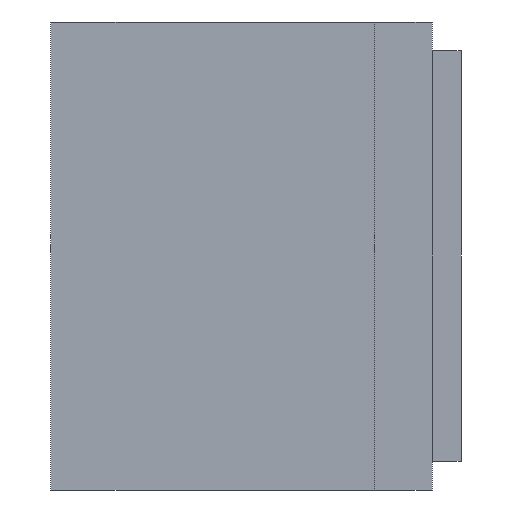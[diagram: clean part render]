
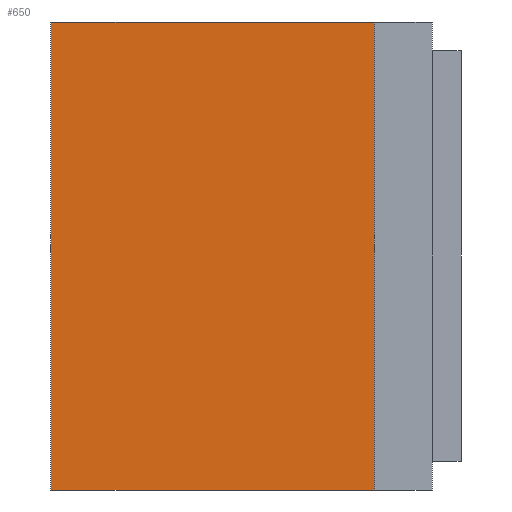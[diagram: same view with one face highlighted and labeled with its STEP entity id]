
A CAD part, left-side view. The second image highlights one B-rep face of the part: STEP entity #650.
In plain terms, the highlighted planar face has unit normal (-1, 0, 0).
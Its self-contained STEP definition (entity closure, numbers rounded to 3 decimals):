
#12 = VECTOR ( 'NONE', #54, 1000. ) ;
#15 = ORIENTED_EDGE ( 'NONE', *, *, #226, .F. ) ;
#24 = DIRECTION ( 'NONE',  ( 0., -1., 0. ) ) ;
#33 = CARTESIAN_POINT ( 'NONE',  ( -0.8, 3.213, -0.405 ) ) ;
#54 = DIRECTION ( 'NONE',  ( 0., 0., 1. ) ) ;
#95 = DIRECTION ( 'NONE',  ( 0., -1., 0. ) ) ;
#107 = VECTOR ( 'NONE', #95, 1000. ) ;
#118 = AXIS2_PLACEMENT_3D ( 'NONE', #203, #258, #264 ) ;
#153 = LINE ( 'NONE', #600, #499 ) ;
#154 = CARTESIAN_POINT ( 'NONE',  ( -0.8, 0.15, -0.405 ) ) ;
#170 = ORIENTED_EDGE ( 'NONE', *, *, #363, .T. ) ;
#173 = LINE ( 'NONE', #33, #107 ) ;
#179 = CARTESIAN_POINT ( 'NONE',  ( -0.8, 0.71, 0.405 ) ) ;
#203 = CARTESIAN_POINT ( 'NONE',  ( -0.8, 3.213, 0.405 ) ) ;
#218 = ORIENTED_EDGE ( 'NONE', *, *, #548, .F. ) ;
#226 = EDGE_CURVE ( 'NONE', #623, #232, #509, .T. ) ;
#232 = VERTEX_POINT ( 'NONE', #179 ) ;
#246 = CARTESIAN_POINT ( 'NONE',  ( -0.8, 0.15, 0.405 ) ) ;
#253 = ORIENTED_EDGE ( 'NONE', *, *, #602, .T. ) ;
#258 = DIRECTION ( 'NONE',  ( 1., 0., 0. ) ) ;
#264 = DIRECTION ( 'NONE',  ( 0., 0., -1. ) ) ;
#296 = VERTEX_POINT ( 'NONE', #246 ) ;
#297 = DIRECTION ( 'NONE',  ( 0., 0., 1. ) ) ;
#363 = EDGE_CURVE ( 'NONE', #623, #658, #173, .T. ) ;
#413 = CARTESIAN_POINT ( 'NONE',  ( -0.8, 0.15, 0.405 ) ) ;
#414 = VECTOR ( 'NONE', #297, 1000. ) ;
#435 = FACE_OUTER_BOUND ( 'NONE', #523, .T. ) ;
#482 = CARTESIAN_POINT ( 'NONE',  ( -0.8, 0.71, -0.405 ) ) ;
#499 = VECTOR ( 'NONE', #24, 1000. ) ;
#508 = CARTESIAN_POINT ( 'NONE',  ( -0.8, 0.71, 0.405 ) ) ;
#509 = LINE ( 'NONE', #508, #414 ) ;
#523 = EDGE_LOOP ( 'NONE', ( #15, #170, #253, #218 ) ) ;
#543 = PLANE ( 'NONE',  #118 ) ;
#548 = EDGE_CURVE ( 'NONE', #232, #296, #153, .T. ) ;
#600 = CARTESIAN_POINT ( 'NONE',  ( -0.8, 3.213, 0.405 ) ) ;
#602 = EDGE_CURVE ( 'NONE', #658, #296, #647, .T. ) ;
#623 = VERTEX_POINT ( 'NONE', #482 ) ;
#647 = LINE ( 'NONE', #413, #12 ) ;
#650 = ADVANCED_FACE ( 'NONE', ( #435 ), #543, .F. ) ;
#658 = VERTEX_POINT ( 'NONE', #154 ) ;
